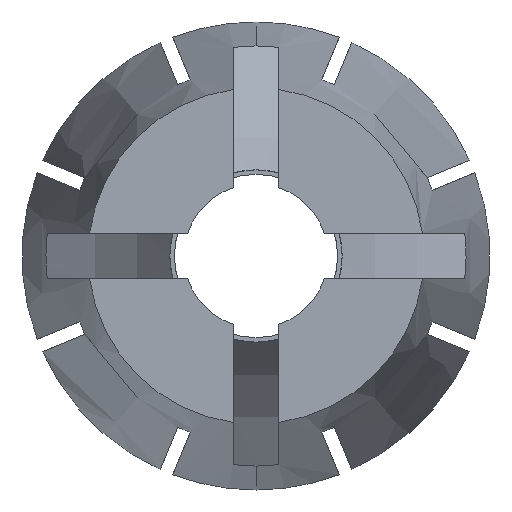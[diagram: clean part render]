
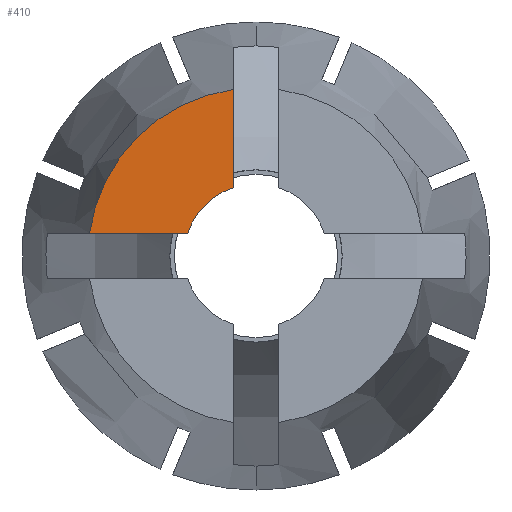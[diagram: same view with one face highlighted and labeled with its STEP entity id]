
A CAD part, left-side view. The second image highlights one B-rep face of the part: STEP entity #410.
In plain terms, the highlighted planar face has unit normal (-1, 0, 0).
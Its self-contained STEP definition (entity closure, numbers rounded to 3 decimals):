
#217 = CARTESIAN_POINT ( 'NONE',  ( -34., 3.773, 1.25 ) ) ;
#410 = ADVANCED_FACE ( 'NONE', ( #922 ), #2033, .T. ) ;
#420 = CARTESIAN_POINT ( 'NONE',  ( -34., 0., 0. ) ) ;
#449 = ORIENTED_EDGE ( 'NONE', *, *, #768, .T. ) ;
#544 = DIRECTION ( 'NONE',  ( 0., 0., -1. ) ) ;
#659 = CARTESIAN_POINT ( 'NONE',  ( -34., 9.183, 1.25 ) ) ;
#768 = EDGE_CURVE ( 'NONE', #3991, #1521, #3340, .T. ) ;
#775 = DIRECTION ( 'NONE',  ( 0., 0., -1. ) ) ;
#915 = EDGE_CURVE ( 'NONE', #2327, #1521, #2167, .T. ) ;
#922 = FACE_OUTER_BOUND ( 'NONE', #2715, .T. ) ;
#940 = CIRCLE ( 'NONE', #2641, 3.975 ) ;
#957 = CARTESIAN_POINT ( 'NONE',  ( -34., -9.268, 1.25 ) ) ;
#1057 = EDGE_CURVE ( 'NONE', #2445, #3991, #940, .T. ) ;
#1285 = DIRECTION ( 'NONE',  ( 0., 1., 0. ) ) ;
#1509 = AXIS2_PLACEMENT_3D ( 'NONE', #2295, #2558, #2590 ) ;
#1521 = VERTEX_POINT ( 'NONE', #3706 ) ;
#1603 = VECTOR ( 'NONE', #2714, 1000. ) ;
#1825 = DIRECTION ( 'NONE',  ( 1., 0., 0. ) ) ;
#1838 = VECTOR ( 'NONE', #1285, 1000. ) ;
#2033 = PLANE ( 'NONE',  #1509 ) ;
#2128 = CARTESIAN_POINT ( 'NONE',  ( -34., 0., 0. ) ) ;
#2167 = CIRCLE ( 'NONE', #2727, 9.268 ) ;
#2295 = CARTESIAN_POINT ( 'NONE',  ( -34., -9.268, 0. ) ) ;
#2327 = VERTEX_POINT ( 'NONE', #659 ) ;
#2445 = VERTEX_POINT ( 'NONE', #217 ) ;
#2558 = DIRECTION ( 'NONE',  ( -1., 0., 0. ) ) ;
#2590 = DIRECTION ( 'NONE',  ( 0., 0., 1. ) ) ;
#2641 = AXIS2_PLACEMENT_3D ( 'NONE', #420, #3960, #775 ) ;
#2714 = DIRECTION ( 'NONE',  ( 0., 0., 1. ) ) ;
#2715 = EDGE_LOOP ( 'NONE', ( #3213, #449, #3954, #3024 ) ) ;
#2727 = AXIS2_PLACEMENT_3D ( 'NONE', #2128, #1825, #544 ) ;
#2757 = CARTESIAN_POINT ( 'NONE',  ( -34., 1.25, 0. ) ) ;
#3024 = ORIENTED_EDGE ( 'NONE', *, *, #3207, .F. ) ;
#3207 = EDGE_CURVE ( 'NONE', #2445, #2327, #3549, .T. ) ;
#3213 = ORIENTED_EDGE ( 'NONE', *, *, #1057, .T. ) ;
#3340 = LINE ( 'NONE', #2757, #1603 ) ;
#3549 = LINE ( 'NONE', #957, #1838 ) ;
#3706 = CARTESIAN_POINT ( 'NONE',  ( -34., 1.25, 9.183 ) ) ;
#3954 = ORIENTED_EDGE ( 'NONE', *, *, #915, .F. ) ;
#3960 = DIRECTION ( 'NONE',  ( 1., 0., 0. ) ) ;
#3991 = VERTEX_POINT ( 'NONE', #4089 ) ;
#4089 = CARTESIAN_POINT ( 'NONE',  ( -34., 1.25, 3.773 ) ) ;
